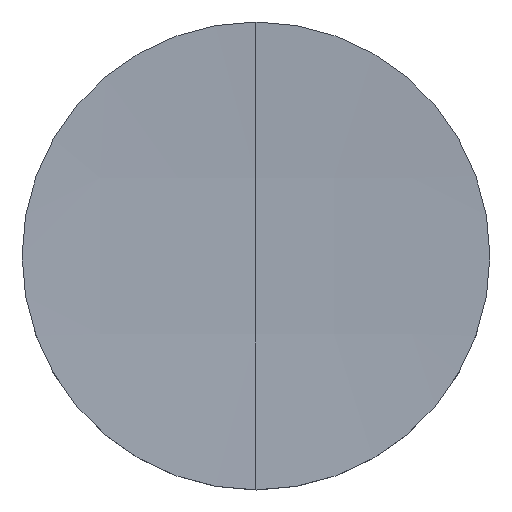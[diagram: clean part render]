
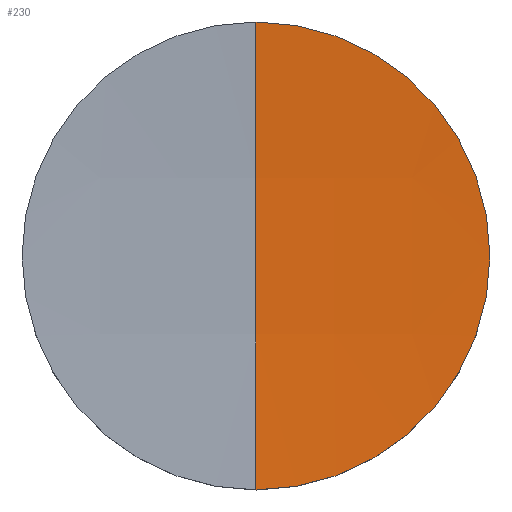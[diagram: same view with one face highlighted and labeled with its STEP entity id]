
A CAD part, top view. The second image highlights one B-rep face of the part: STEP entity #230.
In plain terms, the highlighted free-form (B-spline) face has degree [3, 3] with [4, 4] control points.
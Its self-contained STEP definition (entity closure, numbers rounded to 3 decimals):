
#2 = CARTESIAN_POINT ( 'NONE',  ( 0., 0., 1.855 ) ) ;
#5 = ORIENTED_EDGE ( 'NONE', *, *, #58, .F. ) ;
#9 = ORIENTED_EDGE ( 'NONE', *, *, #71, .F. ) ;
#12 = CARTESIAN_POINT ( 'NONE',  ( 2.131, 2.144, 1.647 ) ) ;
#17 = DIRECTION ( 'NONE',  ( -1., 0., 0. ) ) ;
#26 = CARTESIAN_POINT ( 'NONE',  ( 0., -6.35, 1.855 ) ) ;
#27 = CIRCLE ( 'NONE', #48, 6.35 ) ;
#33 = CARTESIAN_POINT ( 'NONE',  ( 2.131, -2.144, 1.647 ) ) ;
#48 = AXIS2_PLACEMENT_3D ( 'NONE', #84, #256, #109 ) ;
#53 = VERTEX_POINT ( 'NONE', #278 ) ;
#57 = VERTEX_POINT ( 'NONE', #26 ) ;
#58 = EDGE_CURVE ( 'NONE', #53, #188, #141, .T. ) ;
#61 = CARTESIAN_POINT ( 'NONE',  ( 0., -2.144, 1.647 ) ) ;
#65 = CARTESIAN_POINT ( 'NONE',  ( 6.35, 0., 1.855 ) ) ;
#67 =( BOUNDED_SURFACE ( )  B_SPLINE_SURFACE ( 3, 3, ( 
 ( #287, #202, #197, #267 ),
 ( #291, #151, #12, #77 ),
 ( #180, #126, #33, #61 ),
 ( #224, #156, #229, #73 ) ),
 .UNSPECIFIED., .F., .F., .F. ) 
 B_SPLINE_SURFACE_WITH_KNOTS ( ( 4, 4 ),
 ( 4, 4 ),
 ( 0., 1. ),
 ( 0., 1. ),
 .UNSPECIFIED. ) 
 GEOMETRIC_REPRESENTATION_ITEM ( )  RATIONAL_B_SPLINE_SURFACE ( (
 ( 1., 1., 1., 1.),
 ( 0.999, 0.999, 0.999, 0.999),
 ( 0.999, 0.999, 0.999, 0.999),
 ( 1., 1., 1., 1.) ) ) 
 REPRESENTATION_ITEM ( '' )  SURFACE ( )  );
#71 = EDGE_CURVE ( 'NONE', #188, #57, #27, .T. ) ;
#73 = CARTESIAN_POINT ( 'NONE',  ( 0., -6.426, 1.859 ) ) ;
#77 = CARTESIAN_POINT ( 'NONE',  ( 0., 2.144, 1.647 ) ) ;
#84 = CARTESIAN_POINT ( 'NONE',  ( 0., 0., 1.855 ) ) ;
#109 = DIRECTION ( 'NONE',  ( 1., 0., 0. ) ) ;
#119 = AXIS2_PLACEMENT_3D ( 'NONE', #266, #17, #125 ) ;
#125 = DIRECTION ( 'NONE',  ( 0., 1., 0. ) ) ;
#126 = CARTESIAN_POINT ( 'NONE',  ( 4.262, -2.144, 1.699 ) ) ;
#139 = DIRECTION ( 'NONE',  ( 1., 0., 0. ) ) ;
#141 = CIRCLE ( 'NONE', #146, 6.35 ) ;
#146 = AXIS2_PLACEMENT_3D ( 'NONE', #2, #213, #139 ) ;
#151 = CARTESIAN_POINT ( 'NONE',  ( 4.262, 2.144, 1.699 ) ) ;
#156 = CARTESIAN_POINT ( 'NONE',  ( 4.255, -6.426, 1.911 ) ) ;
#164 = FACE_OUTER_BOUND ( 'NONE', #269, .T. ) ;
#180 = CARTESIAN_POINT ( 'NONE',  ( 6.391, -2.144, 1.804 ) ) ;
#188 = VERTEX_POINT ( 'NONE', #65 ) ;
#197 = CARTESIAN_POINT ( 'NONE',  ( 2.128, 6.426, 1.859 ) ) ;
#198 = CIRCLE ( 'NONE', #119, 130. ) ;
#202 = CARTESIAN_POINT ( 'NONE',  ( 4.255, 6.426, 1.911 ) ) ;
#213 = DIRECTION ( 'NONE',  ( 0., 0., -1. ) ) ;
#224 = CARTESIAN_POINT ( 'NONE',  ( 6.38, -6.426, 2.016 ) ) ;
#229 = CARTESIAN_POINT ( 'NONE',  ( 2.128, -6.426, 1.859 ) ) ;
#230 = ADVANCED_FACE ( 'NONE', ( #164 ), #67, .F. ) ;
#239 = ORIENTED_EDGE ( 'NONE', *, *, #286, .T. ) ;
#256 = DIRECTION ( 'NONE',  ( 0., 0., -1. ) ) ;
#266 = CARTESIAN_POINT ( 'NONE',  ( 0., 0., 131.7 ) ) ;
#267 = CARTESIAN_POINT ( 'NONE',  ( 0., 6.426, 1.859 ) ) ;
#269 = EDGE_LOOP ( 'NONE', ( #5, #239, #9 ) ) ;
#278 = CARTESIAN_POINT ( 'NONE',  ( 0., 6.35, 1.855 ) ) ;
#286 = EDGE_CURVE ( 'NONE', #53, #57, #198, .T. ) ;
#287 = CARTESIAN_POINT ( 'NONE',  ( 6.38, 6.426, 2.016 ) ) ;
#291 = CARTESIAN_POINT ( 'NONE',  ( 6.391, 2.144, 1.804 ) ) ;
